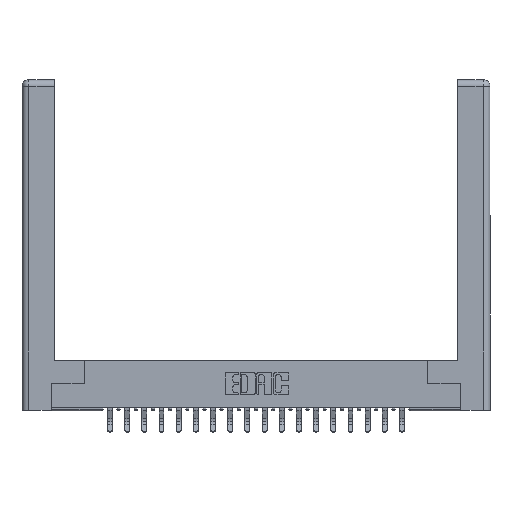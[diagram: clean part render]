
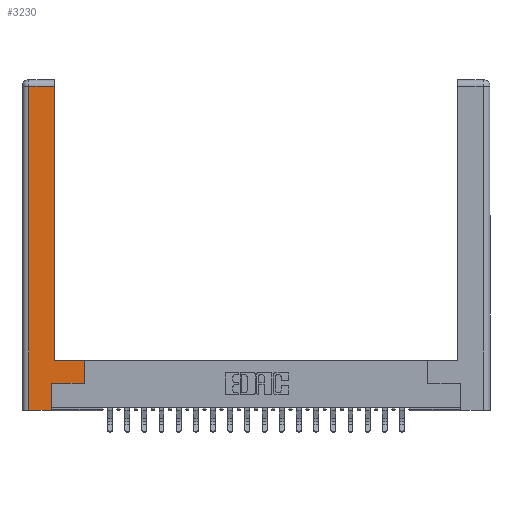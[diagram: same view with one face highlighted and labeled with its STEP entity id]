
A CAD part, top view. The second image highlights one B-rep face of the part: STEP entity #3230.
In plain terms, the highlighted planar face has unit normal (0, 0, 1).
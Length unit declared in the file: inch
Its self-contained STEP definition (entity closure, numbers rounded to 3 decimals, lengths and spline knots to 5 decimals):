
#372 = CARTESIAN_POINT ( 'NONE',  ( 0.0615, 0., 0. ) ) ;
#720 = DIRECTION ( 'NONE',  ( 0., 1., 0. ) ) ;
#1076 = CARTESIAN_POINT ( 'NONE',  ( 0.265, 0., 0. ) ) ;
#1095 = EDGE_CURVE ( 'NONE', #21201, #23815, #23203, .T. ) ;
#1182 = LINE ( 'NONE', #22134, #24381 ) ;
#1838 = EDGE_CURVE ( 'NONE', #11555, #7102, #2681, .T. ) ;
#1925 = VECTOR ( 'NONE', #18081, 39.37008 ) ;
#2681 = LINE ( 'NONE', #1076, #6053 ) ;
#2907 = VERTEX_POINT ( 'NONE', #12041 ) ;
#2940 = LINE ( 'NONE', #14475, #9643 ) ;
#3125 = DIRECTION ( 'NONE',  ( 0., 0., -1. ) ) ;
#3230 = ADVANCED_FACE ( 'NONE', ( #17889 ), #20490, .F. ) ;
#3496 = ORIENTED_EDGE ( 'NONE', *, *, #22600, .T. ) ;
#3524 = EDGE_LOOP ( 'NONE', ( #11944, #16290, #3496, #4143, #21034, #9545, #3853, #7877 ) ) ;
#3680 = LINE ( 'NONE', #15354, #4914 ) ;
#3853 = ORIENTED_EDGE ( 'NONE', *, *, #24269, .T. ) ;
#4143 = ORIENTED_EDGE ( 'NONE', *, *, #1838, .T. ) ;
#4914 = VECTOR ( 'NONE', #6239, 39.37008 ) ;
#6053 = VECTOR ( 'NONE', #18389, 39.37008 ) ;
#6172 = CARTESIAN_POINT ( 'NONE',  ( 0.0615, 2.94, 0. ) ) ;
#6239 = DIRECTION ( 'NONE',  ( -1., 0., 0. ) ) ;
#6336 = EDGE_CURVE ( 'NONE', #13285, #6916, #1182, .T. ) ;
#6916 = VERTEX_POINT ( 'NONE', #15540 ) ;
#7102 = VERTEX_POINT ( 'NONE', #20676 ) ;
#7877 = ORIENTED_EDGE ( 'NONE', *, *, #15867, .T. ) ;
#7898 = VECTOR ( 'NONE', #19843, 39.37008 ) ;
#8080 = EDGE_CURVE ( 'NONE', #7102, #21201, #2940, .T. ) ;
#8983 = VECTOR ( 'NONE', #10400, 39.37008 ) ;
#9545 = ORIENTED_EDGE ( 'NONE', *, *, #1095, .T. ) ;
#9643 = VECTOR ( 'NONE', #16422, 39.37008 ) ;
#10400 = DIRECTION ( 'NONE',  ( 0., -1., 0. ) ) ;
#11243 = EDGE_CURVE ( 'NONE', #6916, #2907, #13096, .T. ) ;
#11396 = CARTESIAN_POINT ( 'NONE',  ( 0.565, 0.45, 0. ) ) ;
#11555 = VERTEX_POINT ( 'NONE', #20509 ) ;
#11944 = ORIENTED_EDGE ( 'NONE', *, *, #6336, .T. ) ;
#12041 = CARTESIAN_POINT ( 'NONE',  ( 0.0615, 2.94, 0. ) ) ;
#13096 = LINE ( 'NONE', #6172, #7898 ) ;
#13285 = VERTEX_POINT ( 'NONE', #24278 ) ;
#14166 = AXIS2_PLACEMENT_3D ( 'NONE', #14831, #3125, #14912 ) ;
#14475 = CARTESIAN_POINT ( 'NONE',  ( 0.265, 0.245, 0. ) ) ;
#14752 = LINE ( 'NONE', #19961, #1925 ) ;
#14831 = CARTESIAN_POINT ( 'NONE',  ( 0., 0., 0. ) ) ;
#14912 = DIRECTION ( 'NONE',  ( -1., 0., 0. ) ) ;
#15354 = CARTESIAN_POINT ( 'NONE',  ( 0.295, 0.45, 0. ) ) ;
#15540 = CARTESIAN_POINT ( 'NONE',  ( 0.295, 2.94, 0. ) ) ;
#15867 = EDGE_CURVE ( 'NONE', #24633, #13285, #3680, .T. ) ;
#15912 = CARTESIAN_POINT ( 'NONE',  ( 0.565, 0.245, 0. ) ) ;
#16290 = ORIENTED_EDGE ( 'NONE', *, *, #11243, .T. ) ;
#16422 = DIRECTION ( 'NONE',  ( 0., 1., 0. ) ) ;
#17395 = VECTOR ( 'NONE', #19867, 39.37008 ) ;
#17889 = FACE_OUTER_BOUND ( 'NONE', #3524, .T. ) ;
#18081 = DIRECTION ( 'NONE',  ( 0., 1., 0. ) ) ;
#18389 = DIRECTION ( 'NONE',  ( 1., 0., 0. ) ) ;
#19843 = DIRECTION ( 'NONE',  ( -1., 0., 0. ) ) ;
#19867 = DIRECTION ( 'NONE',  ( 1., 0., 0. ) ) ;
#19961 = CARTESIAN_POINT ( 'NONE',  ( 0.565, 0.45, 0. ) ) ;
#20490 = PLANE ( 'NONE',  #14166 ) ;
#20509 = CARTESIAN_POINT ( 'NONE',  ( 0.0615, 0., 0. ) ) ;
#20676 = CARTESIAN_POINT ( 'NONE',  ( 0.265, 0., 0. ) ) ;
#21034 = ORIENTED_EDGE ( 'NONE', *, *, #8080, .T. ) ;
#21201 = VERTEX_POINT ( 'NONE', #23389 ) ;
#21227 = LINE ( 'NONE', #372, #8983 ) ;
#22134 = CARTESIAN_POINT ( 'NONE',  ( 0.295, 3., 0. ) ) ;
#22600 = EDGE_CURVE ( 'NONE', #2907, #11555, #21227, .T. ) ;
#23203 = LINE ( 'NONE', #15912, #17395 ) ;
#23389 = CARTESIAN_POINT ( 'NONE',  ( 0.265, 0.245, 0. ) ) ;
#23815 = VERTEX_POINT ( 'NONE', #24582 ) ;
#24269 = EDGE_CURVE ( 'NONE', #23815, #24633, #14752, .T. ) ;
#24278 = CARTESIAN_POINT ( 'NONE',  ( 0.295, 0.45, 0. ) ) ;
#24381 = VECTOR ( 'NONE', #720, 39.37008 ) ;
#24582 = CARTESIAN_POINT ( 'NONE',  ( 0.565, 0.245, 0. ) ) ;
#24633 = VERTEX_POINT ( 'NONE', #11396 ) ;
